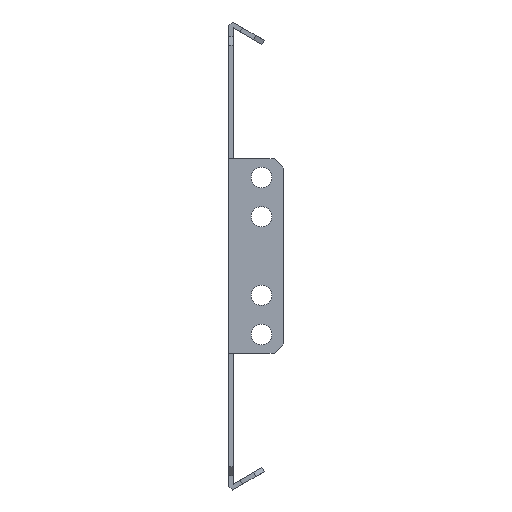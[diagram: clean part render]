
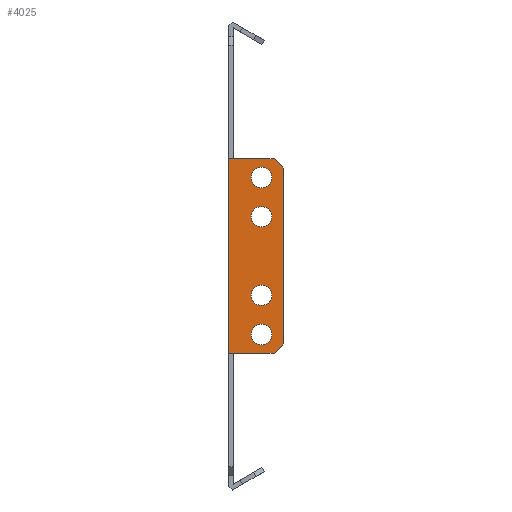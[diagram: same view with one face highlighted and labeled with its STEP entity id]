
A CAD part, front view. The second image highlights one B-rep face of the part: STEP entity #4025.
In plain terms, the highlighted planar face has unit normal (0, -1, 0).
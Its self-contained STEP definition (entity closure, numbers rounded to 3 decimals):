
#16 = VERTEX_POINT ( 'NONE', #2373 ) ;
#66 = DIRECTION ( 'NONE',  ( -1., 0., 0. ) ) ;
#96 = VECTOR ( 'NONE', #2302, 1000. ) ;
#112 = EDGE_CURVE ( 'NONE', #2240, #5548, #5579, .T. ) ;
#153 = CARTESIAN_POINT ( 'NONE',  ( 13.75, -152.75, -25. ) ) ;
#159 = DIRECTION ( 'NONE',  ( -1., 0., 0. ) ) ;
#212 = EDGE_LOOP ( 'NONE', ( #3682, #3992 ) ) ;
#226 = VERTEX_POINT ( 'NONE', #2596 ) ;
#278 = CIRCLE ( 'NONE', #853, 3.25 ) ;
#296 = CARTESIAN_POINT ( 'NONE',  ( 17.5, -152.75, 0. ) ) ;
#362 = VECTOR ( 'NONE', #2704, 1000. ) ;
#394 = EDGE_CURVE ( 'NONE', #1757, #3451, #4637, .T. ) ;
#395 = CARTESIAN_POINT ( 'NONE',  ( 0., -152.75, -31. ) ) ;
#418 = PLANE ( 'NONE',  #5345 ) ;
#470 = CIRCLE ( 'NONE', #3647, 3.25 ) ;
#579 = EDGE_CURVE ( 'NONE', #226, #4883, #5220, .T. ) ;
#712 = ORIENTED_EDGE ( 'NONE', *, *, #3599, .T. ) ;
#717 = VERTEX_POINT ( 'NONE', #2610 ) ;
#747 = EDGE_CURVE ( 'NONE', #1385, #1324, #5054, .T. ) ;
#769 = DIRECTION ( 'NONE',  ( -0.707, 0., 0.707 ) ) ;
#853 = AXIS2_PLACEMENT_3D ( 'NONE', #985, #4422, #159 ) ;
#868 = FACE_BOUND ( 'NONE', #1642, .T. ) ;
#898 = CARTESIAN_POINT ( 'NONE',  ( 0., -152.75, 31. ) ) ;
#945 = CARTESIAN_POINT ( 'NONE',  ( 10.5, -152.75, 25. ) ) ;
#963 = LINE ( 'NONE', #1403, #96 ) ;
#976 = CARTESIAN_POINT ( 'NONE',  ( 0., -152.75, 0. ) ) ;
#985 = CARTESIAN_POINT ( 'NONE',  ( 10.5, -152.75, 12.5 ) ) ;
#1059 = VECTOR ( 'NONE', #3752, 1000. ) ;
#1072 = CARTESIAN_POINT ( 'NONE',  ( 7.25, -152.75, -25. ) ) ;
#1089 = ORIENTED_EDGE ( 'NONE', *, *, #3428, .F. ) ;
#1096 = CARTESIAN_POINT ( 'NONE',  ( 7.25, -152.75, -12.5 ) ) ;
#1172 = VERTEX_POINT ( 'NONE', #2837 ) ;
#1198 = ORIENTED_EDGE ( 'NONE', *, *, #5492, .T. ) ;
#1258 = EDGE_CURVE ( 'NONE', #3326, #2056, #3701, .T. ) ;
#1297 = ORIENTED_EDGE ( 'NONE', *, *, #4266, .T. ) ;
#1324 = VERTEX_POINT ( 'NONE', #2955 ) ;
#1385 = VERTEX_POINT ( 'NONE', #1406 ) ;
#1403 = CARTESIAN_POINT ( 'NONE',  ( 0., -152.75, -31. ) ) ;
#1406 = CARTESIAN_POINT ( 'NONE',  ( 17.5, -152.75, -28. ) ) ;
#1456 = DIRECTION ( 'NONE',  ( -1., 0., 0. ) ) ;
#1485 = CARTESIAN_POINT ( 'NONE',  ( 10.5, -152.75, 12.5 ) ) ;
#1539 = CARTESIAN_POINT ( 'NONE',  ( 14.5, -152.75, -31. ) ) ;
#1586 = VERTEX_POINT ( 'NONE', #395 ) ;
#1607 = AXIS2_PLACEMENT_3D ( 'NONE', #1485, #5324, #1456 ) ;
#1623 = LINE ( 'NONE', #5062, #5360 ) ;
#1642 = EDGE_LOOP ( 'NONE', ( #2626, #3054 ) ) ;
#1742 = VERTEX_POINT ( 'NONE', #153 ) ;
#1749 = DIRECTION ( 'NONE',  ( 0., 1., 0. ) ) ;
#1757 = VERTEX_POINT ( 'NONE', #4412 ) ;
#1797 = CARTESIAN_POINT ( 'NONE',  ( 17.5, -152.75, -28. ) ) ;
#1972 = DIRECTION ( 'NONE',  ( -1., 0., 0. ) ) ;
#2018 = AXIS2_PLACEMENT_3D ( 'NONE', #3658, #2756, #4114 ) ;
#2056 = VERTEX_POINT ( 'NONE', #2314 ) ;
#2057 = LINE ( 'NONE', #4544, #4888 ) ;
#2063 = DIRECTION ( 'NONE',  ( 0., -1., 0. ) ) ;
#2084 = DIRECTION ( 'NONE',  ( -1., 0., 0. ) ) ;
#2158 = VERTEX_POINT ( 'NONE', #1072 ) ;
#2182 = DIRECTION ( 'NONE',  ( -1., 0., 0. ) ) ;
#2240 = VERTEX_POINT ( 'NONE', #2927 ) ;
#2302 = DIRECTION ( 'NONE',  ( -1., 0., 0. ) ) ;
#2304 = VECTOR ( 'NONE', #5119, 1000. ) ;
#2305 = ORIENTED_EDGE ( 'NONE', *, *, #394, .T. ) ;
#2314 = CARTESIAN_POINT ( 'NONE',  ( 13.75, -152.75, -12.5 ) ) ;
#2373 = CARTESIAN_POINT ( 'NONE',  ( 2.5, -152.75, 31. ) ) ;
#2472 = DIRECTION ( 'NONE',  ( 0., -1., 0. ) ) ;
#2509 = DIRECTION ( 'NONE',  ( -1., 0., 0. ) ) ;
#2558 = CIRCLE ( 'NONE', #3734, 3.25 ) ;
#2595 = FACE_BOUND ( 'NONE', #5060, .T. ) ;
#2596 = CARTESIAN_POINT ( 'NONE',  ( 7.25, -152.75, 25. ) ) ;
#2602 = ORIENTED_EDGE ( 'NONE', *, *, #4320, .T. ) ;
#2610 = CARTESIAN_POINT ( 'NONE',  ( 0., -152.75, 31. ) ) ;
#2626 = ORIENTED_EDGE ( 'NONE', *, *, #112, .F. ) ;
#2674 = DIRECTION ( 'NONE',  ( 0., -1., 0. ) ) ;
#2704 = DIRECTION ( 'NONE',  ( 0., 0., -1. ) ) ;
#2756 = DIRECTION ( 'NONE',  ( 0., -1., 0. ) ) ;
#2827 = EDGE_CURVE ( 'NONE', #1757, #1586, #963, .T. ) ;
#2837 = CARTESIAN_POINT ( 'NONE',  ( 14.5, -152.75, 31. ) ) ;
#2896 = CARTESIAN_POINT ( 'NONE',  ( 10.5, -152.75, -12.5 ) ) ;
#2927 = CARTESIAN_POINT ( 'NONE',  ( 7.25, -152.75, 12.5 ) ) ;
#2939 = DIRECTION ( 'NONE',  ( -1., 0., 0. ) ) ;
#2955 = CARTESIAN_POINT ( 'NONE',  ( 17.5, -152.75, 28. ) ) ;
#2969 = EDGE_LOOP ( 'NONE', ( #3140, #5508 ) ) ;
#3021 = FACE_BOUND ( 'NONE', #2969, .T. ) ;
#3054 = ORIENTED_EDGE ( 'NONE', *, *, #4869, .F. ) ;
#3097 = LINE ( 'NONE', #1797, #2304 ) ;
#3140 = ORIENTED_EDGE ( 'NONE', *, *, #1258, .F. ) ;
#3304 = DIRECTION ( 'NONE',  ( 0., 0., 1. ) ) ;
#3326 = VERTEX_POINT ( 'NONE', #1096 ) ;
#3428 = EDGE_CURVE ( 'NONE', #4883, #226, #470, .T. ) ;
#3446 = LINE ( 'NONE', #898, #3563 ) ;
#3451 = VERTEX_POINT ( 'NONE', #1539 ) ;
#3499 = EDGE_CURVE ( 'NONE', #1172, #16, #3446, .T. ) ;
#3563 = VECTOR ( 'NONE', #2182, 1000. ) ;
#3599 = EDGE_CURVE ( 'NONE', #717, #1586, #3980, .T. ) ;
#3645 = CARTESIAN_POINT ( 'NONE',  ( 13.75, -152.75, 25. ) ) ;
#3647 = AXIS2_PLACEMENT_3D ( 'NONE', #5523, #4554, #1972 ) ;
#3658 = CARTESIAN_POINT ( 'NONE',  ( 10.5, -152.75, -25. ) ) ;
#3682 = ORIENTED_EDGE ( 'NONE', *, *, #4085, .F. ) ;
#3701 = CIRCLE ( 'NONE', #5223, 3.25 ) ;
#3734 = AXIS2_PLACEMENT_3D ( 'NONE', #5011, #3781, #2939 ) ;
#3752 = DIRECTION ( 'NONE',  ( 1., 0., 0. ) ) ;
#3781 = DIRECTION ( 'NONE',  ( 0., -1., 0. ) ) ;
#3816 = EDGE_LOOP ( 'NONE', ( #3962, #1297, #5313, #1198, #712, #4161, #2305, #2602 ) ) ;
#3851 = EDGE_CURVE ( 'NONE', #2056, #3326, #2558, .T. ) ;
#3888 = EDGE_CURVE ( 'NONE', #1742, #2158, #4003, .T. ) ;
#3962 = ORIENTED_EDGE ( 'NONE', *, *, #747, .T. ) ;
#3980 = LINE ( 'NONE', #976, #362 ) ;
#3992 = ORIENTED_EDGE ( 'NONE', *, *, #3888, .F. ) ;
#4003 = CIRCLE ( 'NONE', #5437, 3.25 ) ;
#4025 = ADVANCED_FACE ( 'NONE', ( #3021, #4724, #868, #2595, #4307 ), #418, .F. ) ;
#4085 = EDGE_CURVE ( 'NONE', #2158, #1742, #5533, .T. ) ;
#4114 = DIRECTION ( 'NONE',  ( -1., 0., 0. ) ) ;
#4115 = CARTESIAN_POINT ( 'NONE',  ( 0., -152.75, -31. ) ) ;
#4161 = ORIENTED_EDGE ( 'NONE', *, *, #2827, .F. ) ;
#4266 = EDGE_CURVE ( 'NONE', #1324, #1172, #2057, .T. ) ;
#4307 = FACE_OUTER_BOUND ( 'NONE', #3816, .T. ) ;
#4320 = EDGE_CURVE ( 'NONE', #3451, #1385, #3097, .T. ) ;
#4412 = CARTESIAN_POINT ( 'NONE',  ( 2.5, -152.75, -31. ) ) ;
#4422 = DIRECTION ( 'NONE',  ( 0., -1., 0. ) ) ;
#4478 = CARTESIAN_POINT ( 'NONE',  ( 13.75, -152.75, 12.5 ) ) ;
#4544 = CARTESIAN_POINT ( 'NONE',  ( 14.5, -152.75, 31. ) ) ;
#4554 = DIRECTION ( 'NONE',  ( 0., -1., 0. ) ) ;
#4606 = CARTESIAN_POINT ( 'NONE',  ( 10.5, -152.75, -25. ) ) ;
#4637 = LINE ( 'NONE', #4115, #1059 ) ;
#4724 = FACE_BOUND ( 'NONE', #212, .T. ) ;
#4726 = ORIENTED_EDGE ( 'NONE', *, *, #579, .F. ) ;
#4771 = AXIS2_PLACEMENT_3D ( 'NONE', #945, #2674, #66 ) ;
#4869 = EDGE_CURVE ( 'NONE', #5548, #2240, #278, .T. ) ;
#4883 = VERTEX_POINT ( 'NONE', #3645 ) ;
#4888 = VECTOR ( 'NONE', #769, 1000. ) ;
#5011 = CARTESIAN_POINT ( 'NONE',  ( 10.5, -152.75, -12.5 ) ) ;
#5054 = LINE ( 'NONE', #296, #5586 ) ;
#5060 = EDGE_LOOP ( 'NONE', ( #4726, #1089 ) ) ;
#5062 = CARTESIAN_POINT ( 'NONE',  ( 2.5, -152.75, 31. ) ) ;
#5119 = DIRECTION ( 'NONE',  ( 0.707, 0., 0.707 ) ) ;
#5183 = DIRECTION ( 'NONE',  ( -1., 0., 0. ) ) ;
#5220 = CIRCLE ( 'NONE', #4771, 3.25 ) ;
#5223 = AXIS2_PLACEMENT_3D ( 'NONE', #2896, #2472, #5365 ) ;
#5313 = ORIENTED_EDGE ( 'NONE', *, *, #3499, .T. ) ;
#5324 = DIRECTION ( 'NONE',  ( 0., -1., 0. ) ) ;
#5345 = AXIS2_PLACEMENT_3D ( 'NONE', #5606, #1749, #5183 ) ;
#5360 = VECTOR ( 'NONE', #2084, 1000. ) ;
#5365 = DIRECTION ( 'NONE',  ( -1., 0., 0. ) ) ;
#5437 = AXIS2_PLACEMENT_3D ( 'NONE', #4606, #2063, #2509 ) ;
#5492 = EDGE_CURVE ( 'NONE', #16, #717, #1623, .T. ) ;
#5508 = ORIENTED_EDGE ( 'NONE', *, *, #3851, .F. ) ;
#5523 = CARTESIAN_POINT ( 'NONE',  ( 10.5, -152.75, 25. ) ) ;
#5533 = CIRCLE ( 'NONE', #2018, 3.25 ) ;
#5548 = VERTEX_POINT ( 'NONE', #4478 ) ;
#5579 = CIRCLE ( 'NONE', #1607, 3.25 ) ;
#5586 = VECTOR ( 'NONE', #3304, 1000. ) ;
#5606 = CARTESIAN_POINT ( 'NONE',  ( 0., -152.75, 0. ) ) ;
